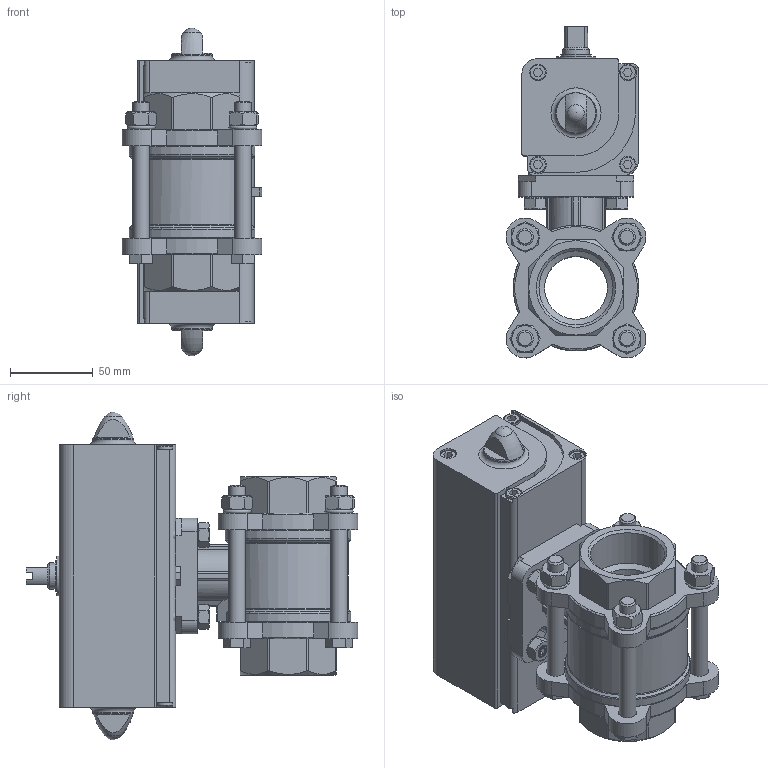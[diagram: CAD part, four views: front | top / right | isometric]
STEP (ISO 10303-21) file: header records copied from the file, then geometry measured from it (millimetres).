
FILE_DESCRIPTION(/* description */ ('STEP AP214'),/* implementation_level */ '2;1');
FILE_NAME(/* name */ '1809657_VZBA-11_2-GG-63-T-22-F0507-V4V4T-PP60-R-90-C',/* time_stamp */ '2024-09-18T00:15:00+02:00',/* author */ ('License CC BY-ND 4.0'),/* organization */ ('CADENAS'),/* preprocessor_version */ 'ST-DEVELOPER v19.3',/* originating_system */ 'PARTsolutions',/* authorisation */ ' ');
FILE_SCHEMA (('AUTOMOTIVE_DESIGN {1 0 10303 214 3 1 1}'));
Length unit declared in the file: millimetre
Products named in the file (7): 1809657 VZBA-11/2"-GG-63-T-22-F0507-V4V4T-PP60-R-90-C; 1686643 VZBA-11/2''-GG-63-T-22-F0507-V4V4T; 690068 S 8 A2; DIN 934 - M8(F); DIN-913 - M8x30; 533477 DAPS-0060-090-R-F0507---(1); 533477 DAPS-0060-090-R-F0507---(2)
Assembly tree (14 placements, depth 2):
  1809657 VZBA-11/2"-GG-63-T-22-F0507-V4V4T-PP60-R-90-C
    690068 S 8 A2  x4
    DIN 934 - M8(F)  x4
    DIN-913 - M8x30  x4
    533477 DAPS-0060-090-R-F0507---(1)
    533477 DAPS-0060-090-R-F0507---(2)
  1686643 VZBA-11/2''-GG-63-T-22-F0507-V4V4T
Bounding box: 84.48 x 200.64 x 198 mm (x, y, z)
Volume: 1199457.7 mm3; surface area: 169813.1 mm2
Topology: 15 solids, 15 shells, 746 faces, 1809 edges, 1140 vertices
Faces by surface type: plane 384, cylinder 167, cone 163, torus 30, sphere 2
Full cylindrical faces by diameter (mm): 4.134 x8, 4.917 x5, 6.647 x8, 8 x4, 8.4 x4, 8.566 x2, 10 x16, 11 x9, 13 x4, 16 x1, 18.4 x1, 19 x1, 24 x2, 28 x2, 38 x1, 38.5 x1, 44.845 x2, 72.5 x1, 76 x1
Entity records: 18518 total; most frequent: CARTESIAN_POINT 3849, DIRECTION 2959, ORIENTED_EDGE 2800, EDGE_CURVE 1400, AXIS2_PLACEMENT_3D 1100, VERTEX_POINT 987, FACE_BOUND 883, EDGE_LOOP 864
